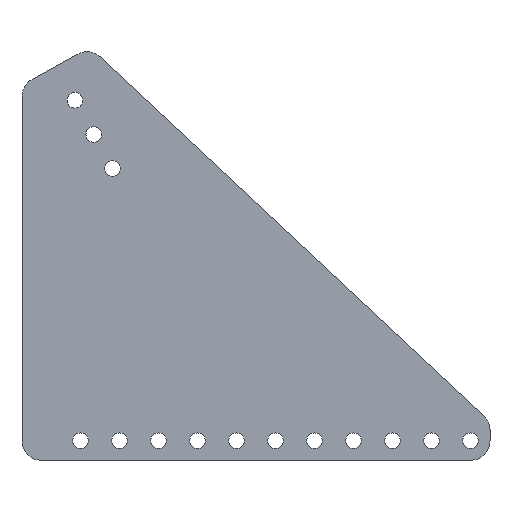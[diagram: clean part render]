
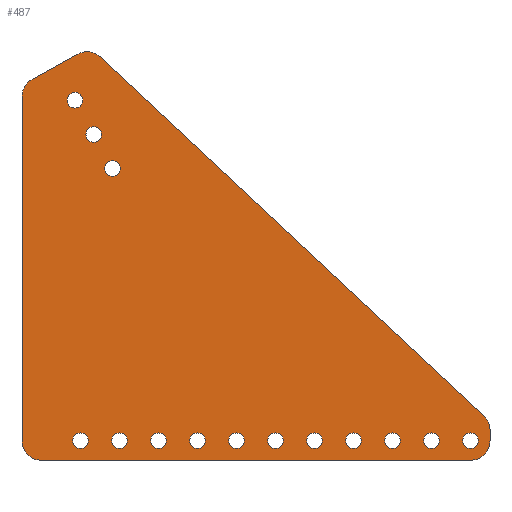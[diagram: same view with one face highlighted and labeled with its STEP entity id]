
A CAD part, left-side view. The second image highlights one B-rep face of the part: STEP entity #487.
In plain terms, the highlighted planar face has unit normal (-1, 0, 0).
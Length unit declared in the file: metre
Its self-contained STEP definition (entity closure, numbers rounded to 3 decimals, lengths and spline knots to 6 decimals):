
#39=CIRCLE('',#527,0.002553);
#40=CIRCLE('',#528,0.002553);
#41=CIRCLE('',#529,0.002553);
#42=CIRCLE('',#530,0.002553);
#43=CIRCLE('',#531,0.002553);
#44=CIRCLE('',#532,0.002553);
#45=CIRCLE('',#533,0.002553);
#46=CIRCLE('',#534,0.002553);
#47=CIRCLE('',#535,0.002553);
#48=CIRCLE('',#536,0.002553);
#49=CIRCLE('',#537,0.002553);
#50=CIRCLE('',#538,0.002553);
#51=CIRCLE('',#539,0.002553);
#52=CIRCLE('',#540,0.002553);
#53=CIRCLE('',#541,0.00635);
#54=CIRCLE('',#542,0.00635);
#55=CIRCLE('',#543,0.00635);
#56=CIRCLE('',#544,0.00635);
#57=CIRCLE('',#545,0.00635);
#97=ORIENTED_EDGE('',*,*,#213,.T.);
#98=ORIENTED_EDGE('',*,*,#214,.T.);
#99=ORIENTED_EDGE('',*,*,#215,.T.);
#100=ORIENTED_EDGE('',*,*,#216,.T.);
#101=ORIENTED_EDGE('',*,*,#217,.T.);
#102=ORIENTED_EDGE('',*,*,#218,.T.);
#103=ORIENTED_EDGE('',*,*,#219,.T.);
#104=ORIENTED_EDGE('',*,*,#220,.T.);
#105=ORIENTED_EDGE('',*,*,#221,.T.);
#106=ORIENTED_EDGE('',*,*,#222,.T.);
#107=ORIENTED_EDGE('',*,*,#223,.T.);
#108=ORIENTED_EDGE('',*,*,#224,.T.);
#109=ORIENTED_EDGE('',*,*,#225,.T.);
#110=ORIENTED_EDGE('',*,*,#226,.T.);
#111=ORIENTED_EDGE('',*,*,#199,.F.);
#112=ORIENTED_EDGE('',*,*,#227,.T.);
#113=ORIENTED_EDGE('',*,*,#193,.T.);
#114=ORIENTED_EDGE('',*,*,#228,.T.);
#115=ORIENTED_EDGE('',*,*,#209,.F.);
#116=ORIENTED_EDGE('',*,*,#229,.T.);
#117=ORIENTED_EDGE('',*,*,#205,.F.);
#118=ORIENTED_EDGE('',*,*,#230,.T.);
#119=ORIENTED_EDGE('',*,*,#201,.F.);
#120=ORIENTED_EDGE('',*,*,#231,.T.);
#193=EDGE_CURVE('',#251,#252,#299,.T.);
#199=EDGE_CURVE('',#257,#258,#305,.T.);
#201=EDGE_CURVE('',#259,#260,#307,.T.);
#205=EDGE_CURVE('',#263,#264,#311,.T.);
#209=EDGE_CURVE('',#267,#268,#315,.T.);
#213=EDGE_CURVE('',#271,#271,#39,.T.);
#214=EDGE_CURVE('',#272,#272,#40,.T.);
#215=EDGE_CURVE('',#273,#273,#41,.T.);
#216=EDGE_CURVE('',#274,#274,#42,.T.);
#217=EDGE_CURVE('',#275,#275,#43,.T.);
#218=EDGE_CURVE('',#276,#276,#44,.T.);
#219=EDGE_CURVE('',#277,#277,#45,.T.);
#220=EDGE_CURVE('',#278,#278,#46,.T.);
#221=EDGE_CURVE('',#279,#279,#47,.T.);
#222=EDGE_CURVE('',#280,#280,#48,.T.);
#223=EDGE_CURVE('',#281,#281,#49,.T.);
#224=EDGE_CURVE('',#282,#282,#50,.T.);
#225=EDGE_CURVE('',#283,#283,#51,.T.);
#226=EDGE_CURVE('',#284,#284,#52,.T.);
#227=EDGE_CURVE('',#257,#251,#53,.F.);
#228=EDGE_CURVE('',#252,#268,#54,.F.);
#229=EDGE_CURVE('',#267,#264,#55,.F.);
#230=EDGE_CURVE('',#263,#260,#56,.F.);
#231=EDGE_CURVE('',#259,#258,#57,.F.);
#251=VERTEX_POINT('',#738);
#252=VERTEX_POINT('',#739);
#257=VERTEX_POINT('',#750);
#258=VERTEX_POINT('',#752);
#259=VERTEX_POINT('',#756);
#260=VERTEX_POINT('',#757);
#263=VERTEX_POINT('',#765);
#264=VERTEX_POINT('',#766);
#267=VERTEX_POINT('',#774);
#268=VERTEX_POINT('',#775);
#271=VERTEX_POINT('',#783);
#272=VERTEX_POINT('',#785);
#273=VERTEX_POINT('',#787);
#274=VERTEX_POINT('',#789);
#275=VERTEX_POINT('',#791);
#276=VERTEX_POINT('',#793);
#277=VERTEX_POINT('',#795);
#278=VERTEX_POINT('',#797);
#279=VERTEX_POINT('',#799);
#280=VERTEX_POINT('',#801);
#281=VERTEX_POINT('',#803);
#282=VERTEX_POINT('',#805);
#283=VERTEX_POINT('',#807);
#284=VERTEX_POINT('',#809);
#299=LINE('',#737,#319);
#305=LINE('',#751,#325);
#307=LINE('',#755,#327);
#311=LINE('',#764,#331);
#315=LINE('',#773,#335);
#319=VECTOR('',#589,1.);
#325=VECTOR('',#597,1.);
#327=VECTOR('',#601,1.);
#331=VECTOR('',#607,1.);
#335=VECTOR('',#613,1.);
#344=EDGE_LOOP('',(#97));
#345=EDGE_LOOP('',(#98));
#346=EDGE_LOOP('',(#99));
#347=EDGE_LOOP('',(#100));
#348=EDGE_LOOP('',(#101));
#349=EDGE_LOOP('',(#102));
#350=EDGE_LOOP('',(#103));
#351=EDGE_LOOP('',(#104));
#352=EDGE_LOOP('',(#105));
#353=EDGE_LOOP('',(#106));
#354=EDGE_LOOP('',(#107));
#355=EDGE_LOOP('',(#108));
#356=EDGE_LOOP('',(#109));
#357=EDGE_LOOP('',(#110));
#358=EDGE_LOOP('',(#111,#112,#113,#114,#115,#116,#117,#118,#119,#120));
#412=FACE_BOUND('',#344,.T.);
#413=FACE_BOUND('',#345,.T.);
#414=FACE_BOUND('',#346,.T.);
#415=FACE_BOUND('',#347,.T.);
#416=FACE_BOUND('',#348,.T.);
#417=FACE_BOUND('',#349,.T.);
#418=FACE_BOUND('',#350,.T.);
#419=FACE_BOUND('',#351,.T.);
#420=FACE_BOUND('',#352,.T.);
#421=FACE_BOUND('',#353,.T.);
#422=FACE_BOUND('',#354,.T.);
#423=FACE_BOUND('',#355,.T.);
#424=FACE_BOUND('',#356,.T.);
#425=FACE_BOUND('',#357,.T.);
#426=FACE_BOUND('',#358,.T.);
#480=PLANE('',#526);
#487=ADVANCED_FACE('',(#412,#413,#414,#415,#416,#417,#418,#419,#420,#421,
#422,#423,#424,#425,#426),#480,.F.);
#526=AXIS2_PLACEMENT_3D('',#781,#617,#618);
#527=AXIS2_PLACEMENT_3D('',#782,#619,#620);
#528=AXIS2_PLACEMENT_3D('',#784,#621,#622);
#529=AXIS2_PLACEMENT_3D('',#786,#623,#624);
#530=AXIS2_PLACEMENT_3D('',#788,#625,#626);
#531=AXIS2_PLACEMENT_3D('',#790,#627,#628);
#532=AXIS2_PLACEMENT_3D('',#792,#629,#630);
#533=AXIS2_PLACEMENT_3D('',#794,#631,#632);
#534=AXIS2_PLACEMENT_3D('',#796,#633,#634);
#535=AXIS2_PLACEMENT_3D('',#798,#635,#636);
#536=AXIS2_PLACEMENT_3D('',#800,#637,#638);
#537=AXIS2_PLACEMENT_3D('',#802,#639,#640);
#538=AXIS2_PLACEMENT_3D('',#804,#641,#642);
#539=AXIS2_PLACEMENT_3D('',#806,#643,#644);
#540=AXIS2_PLACEMENT_3D('',#808,#645,#646);
#541=AXIS2_PLACEMENT_3D('',#810,#647,#648);
#542=AXIS2_PLACEMENT_3D('',#811,#649,#650);
#543=AXIS2_PLACEMENT_3D('',#812,#651,#652);
#544=AXIS2_PLACEMENT_3D('',#813,#653,#654);
#545=AXIS2_PLACEMENT_3D('',#814,#655,#656);
#589=DIRECTION('',(0.,-1.,0.));
#597=DIRECTION('',(0.,0.,1.));
#601=DIRECTION('',(0.,-0.876,0.482));
#607=DIRECTION('',(0.,-0.73,-0.683));
#613=DIRECTION('',(0.,0.,-1.));
#617=DIRECTION('',(1.,0.,0.));
#618=DIRECTION('',(0.,1.,0.));
#619=DIRECTION('',(1.,0.,0.));
#620=DIRECTION('',(0.,0.,-1.));
#621=DIRECTION('',(1.,0.,0.));
#622=DIRECTION('',(0.,0.,-1.));
#623=DIRECTION('',(1.,0.,0.));
#624=DIRECTION('',(0.,0.,-1.));
#625=DIRECTION('',(1.,0.,0.));
#626=DIRECTION('',(0.,0.,-1.));
#627=DIRECTION('',(1.,0.,0.));
#628=DIRECTION('',(0.,0.,-1.));
#629=DIRECTION('',(1.,0.,0.));
#630=DIRECTION('',(0.,0.,-1.));
#631=DIRECTION('',(1.,0.,0.));
#632=DIRECTION('',(0.,0.,-1.));
#633=DIRECTION('',(1.,0.,0.));
#634=DIRECTION('',(0.,0.,-1.));
#635=DIRECTION('',(1.,0.,0.));
#636=DIRECTION('',(0.,0.,-1.));
#637=DIRECTION('',(1.,0.,0.));
#638=DIRECTION('',(0.,0.,-1.));
#639=DIRECTION('',(1.,0.,0.));
#640=DIRECTION('',(0.,0.,-1.));
#641=DIRECTION('',(1.,0.,0.));
#642=DIRECTION('',(0.,0.,-1.));
#643=DIRECTION('',(1.,0.,0.));
#644=DIRECTION('',(0.,0.,-1.));
#645=DIRECTION('',(1.,0.,0.));
#646=DIRECTION('',(0.,0.,-1.));
#647=DIRECTION('',(1.,0.,0.));
#648=DIRECTION('',(0.,0.,-1.));
#649=DIRECTION('',(1.,0.,0.));
#650=DIRECTION('',(0.,0.,-1.));
#651=DIRECTION('',(1.,0.,0.));
#652=DIRECTION('',(0.,0.,-1.));
#653=DIRECTION('',(1.,0.,0.));
#654=DIRECTION('',(0.,0.,-1.));
#655=DIRECTION('',(1.,0.,0.));
#656=DIRECTION('',(0.,0.,-1.));
#737=CARTESIAN_POINT('',(-0.00635,0.29845,0.100013));
#738=CARTESIAN_POINT('',(-0.00635,0.3683,0.100013));
#739=CARTESIAN_POINT('',(-0.00635,0.2286,0.100013));
#750=CARTESIAN_POINT('',(-0.00635,0.37465,0.106363));
#751=CARTESIAN_POINT('',(-0.00635,0.37465,0.161131));
#752=CARTESIAN_POINT('',(-0.00635,0.37465,0.218497));
#755=CARTESIAN_POINT('',(-0.00635,0.363524,0.228374));
#756=CARTESIAN_POINT('',(-0.00635,0.371362,0.22406));
#757=CARTESIAN_POINT('',(-0.00635,0.356435,0.232277));
#764=CARTESIAN_POINT('',(-0.00635,0.287324,0.173606));
#765=CARTESIAN_POINT('',(-0.00635,0.349034,0.23135));
#766=CARTESIAN_POINT('',(-0.00635,0.224261,0.114595));
#773=CARTESIAN_POINT('',(-0.00635,0.22225,0.106363));
#774=CARTESIAN_POINT('',(-0.00635,0.22225,0.109958));
#775=CARTESIAN_POINT('',(-0.00635,0.22225,0.106363));
#781=CARTESIAN_POINT('',(-0.00635,0.,0.176213));
#782=CARTESIAN_POINT('',(-0.00635,0.351276,0.206123));
#783=CARTESIAN_POINT('',(-0.00635,0.351276,0.20357));
#784=CARTESIAN_POINT('',(-0.00635,0.345151,0.194997));
#785=CARTESIAN_POINT('',(-0.00635,0.345151,0.192444));
#786=CARTESIAN_POINT('',(-0.00635,0.3556,0.106363));
#787=CARTESIAN_POINT('',(-0.00635,0.3556,0.10381));
#788=CARTESIAN_POINT('',(-0.00635,0.3429,0.106363));
#789=CARTESIAN_POINT('',(-0.00635,0.3429,0.10381));
#790=CARTESIAN_POINT('',(-0.00635,0.3302,0.106363));
#791=CARTESIAN_POINT('',(-0.00635,0.3302,0.10381));
#792=CARTESIAN_POINT('',(-0.00635,0.3175,0.106363));
#793=CARTESIAN_POINT('',(-0.00635,0.3175,0.10381));
#794=CARTESIAN_POINT('',(-0.00635,0.3048,0.106363));
#795=CARTESIAN_POINT('',(-0.00635,0.3048,0.10381));
#796=CARTESIAN_POINT('',(-0.00635,0.2921,0.106363));
#797=CARTESIAN_POINT('',(-0.00635,0.2921,0.10381));
#798=CARTESIAN_POINT('',(-0.00635,0.2794,0.106363));
#799=CARTESIAN_POINT('',(-0.00635,0.2794,0.10381));
#800=CARTESIAN_POINT('',(-0.00635,0.2667,0.106363));
#801=CARTESIAN_POINT('',(-0.00635,0.2667,0.10381));
#802=CARTESIAN_POINT('',(-0.00635,0.254,0.106363));
#803=CARTESIAN_POINT('',(-0.00635,0.254,0.10381));
#804=CARTESIAN_POINT('',(-0.00635,0.2413,0.106363));
#805=CARTESIAN_POINT('',(-0.00635,0.2413,0.10381));
#806=CARTESIAN_POINT('',(-0.00635,0.2286,0.106363));
#807=CARTESIAN_POINT('',(-0.00635,0.2286,0.10381));
#808=CARTESIAN_POINT('',(-0.00635,0.3574,0.217248));
#809=CARTESIAN_POINT('',(-0.00635,0.3574,0.214696));
#810=CARTESIAN_POINT('',(-0.00635,0.3683,0.106363));
#811=CARTESIAN_POINT('',(-0.00635,0.2286,0.106363));
#812=CARTESIAN_POINT('',(-0.00635,0.2286,0.109958));
#813=CARTESIAN_POINT('',(-0.00635,0.353373,0.226714));
#814=CARTESIAN_POINT('',(-0.00635,0.3683,0.218497));
